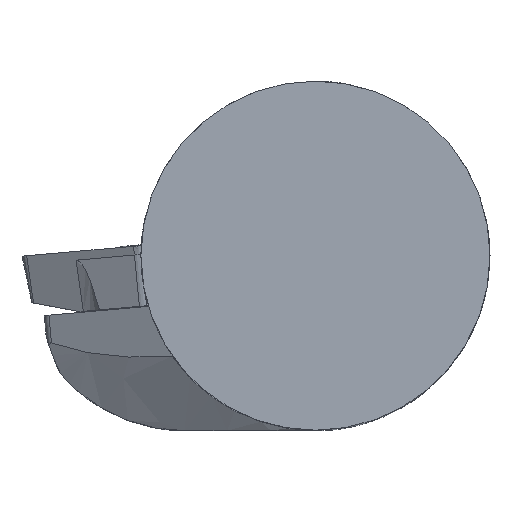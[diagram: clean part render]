
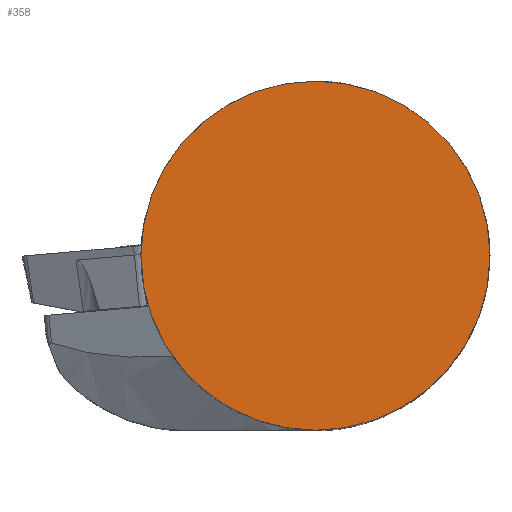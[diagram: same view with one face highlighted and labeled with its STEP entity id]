
A CAD part, top view. The second image highlights one B-rep face of the part: STEP entity #358.
In plain terms, the highlighted planar face has unit normal (0, 0, 1).
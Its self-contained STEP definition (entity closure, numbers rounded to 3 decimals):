
#219=CIRCLE('',#1996,16.);
#358=ADVANCED_FACE('',(#513),#432,.T.);
#432=PLANE('',#2115);
#513=FACE_OUTER_BOUND('',#616,.T.);
#616=EDGE_LOOP('',(#1030));
#1030=ORIENTED_EDGE('',*,*,#1356,.F.);
#1182=VERTEX_POINT('',#2739);
#1356=EDGE_CURVE('',#1182,#1182,#219,.T.);
#1996=AXIS2_PLACEMENT_3D('',#2738,#2194,#2195);
#2115=AXIS2_PLACEMENT_3D('',#3304,#2546,#2547);
#2194=DIRECTION('',(0.,0.,-1.));
#2195=DIRECTION('',(1.,0.,0.));
#2546=DIRECTION('',(0.,0.,1.));
#2547=DIRECTION('',(1.,0.,0.));
#2738=CARTESIAN_POINT('',(0.,0.,0.));
#2739=CARTESIAN_POINT('',(16.,0.,0.));
#3304=CARTESIAN_POINT('',(0.,0.,0.));
